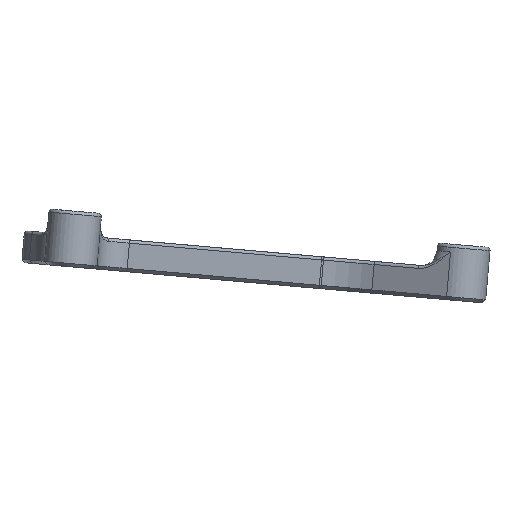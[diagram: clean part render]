
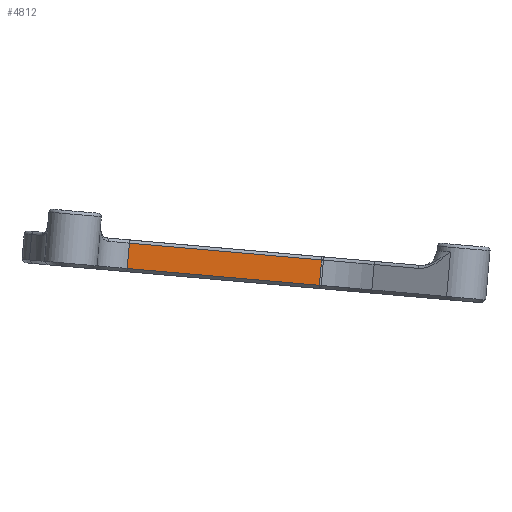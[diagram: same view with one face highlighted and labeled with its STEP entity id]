
A CAD part, left-side view. The second image highlights one B-rep face of the part: STEP entity #4812.
In plain terms, the highlighted planar face has unit normal (-1, 0, 0).
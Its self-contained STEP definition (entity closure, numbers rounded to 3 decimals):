
#625=LINE('',#9199,#997);
#627=LINE('',#9205,#999);
#659=LINE('',#9345,#1031);
#664=LINE('',#9359,#1036);
#997=VECTOR('',#6152,10.);
#999=VECTOR('',#6158,10.);
#1031=VECTOR('',#6324,10.);
#1036=VECTOR('',#6343,10.);
#1420=FACE_OUTER_BOUND('',#1732,.T.);
#1732=EDGE_LOOP('',(#4391,#4392,#4393,#4394));
#2277=VERTEX_POINT('',#9114);
#2280=VERTEX_POINT('',#9121);
#2289=VERTEX_POINT('',#9203);
#2330=VERTEX_POINT('',#9343);
#2944=EDGE_CURVE('',#2277,#2280,#625,.T.);
#2947=EDGE_CURVE('',#2289,#2277,#627,.T.);
#3019=EDGE_CURVE('',#2330,#2289,#659,.T.);
#3026=EDGE_CURVE('',#2330,#2280,#664,.T.);
#4391=ORIENTED_EDGE('',*,*,#2944,.F.);
#4392=ORIENTED_EDGE('',*,*,#2947,.F.);
#4393=ORIENTED_EDGE('',*,*,#3019,.F.);
#4394=ORIENTED_EDGE('',*,*,#3026,.T.);
#4539=PLANE('',#5212);
#4812=ADVANCED_FACE('',(#1420),#4539,.T.);
#5212=AXIS2_PLACEMENT_3D('',#9358,#6341,#6342);
#6152=DIRECTION('',(0.,-0.996,-0.087));
#6158=DIRECTION('',(0.,-0.087,0.996));
#6324=DIRECTION('',(0.,0.996,0.087));
#6341=DIRECTION('center_axis',(-1.,0.,0.));
#6342=DIRECTION('ref_axis',(0.,-0.996,-0.087));
#6343=DIRECTION('',(0.,-0.087,0.996));
#9114=CARTESIAN_POINT('',(59.854,37.318,33.682));
#9121=CARTESIAN_POINT('',(59.854,13.183,31.571));
#9199=CARTESIAN_POINT('',(59.854,42.867,34.168));
#9203=CARTESIAN_POINT('',(59.854,37.597,30.494));
#9205=CARTESIAN_POINT('',(59.854,37.632,30.096));
#9343=CARTESIAN_POINT('',(59.854,13.462,28.383));
#9345=CARTESIAN_POINT('',(59.854,43.146,30.98));
#9358=CARTESIAN_POINT('Origin',(59.854,41.484,30.433));
#9359=CARTESIAN_POINT('',(59.854,13.497,27.984));
